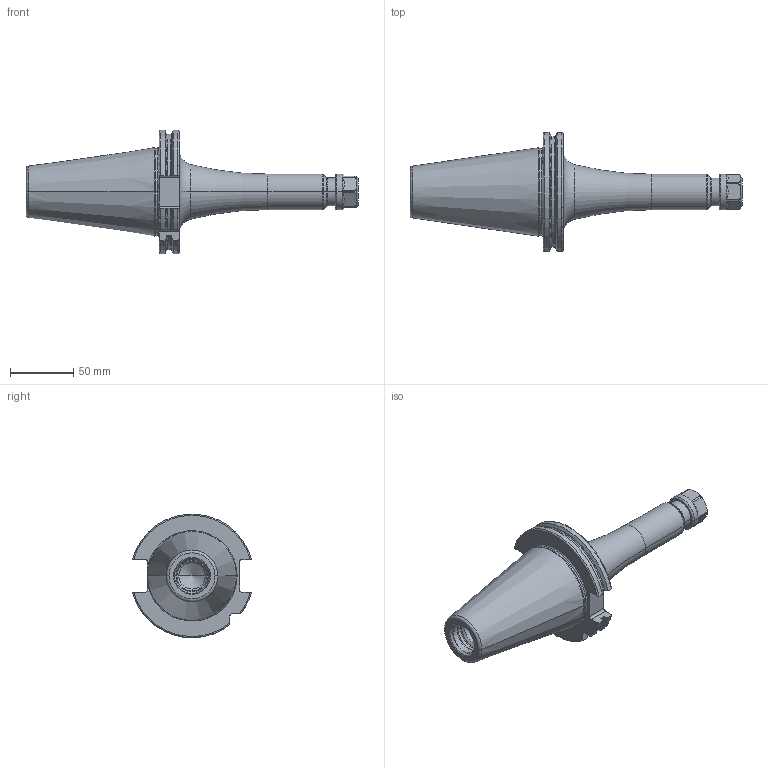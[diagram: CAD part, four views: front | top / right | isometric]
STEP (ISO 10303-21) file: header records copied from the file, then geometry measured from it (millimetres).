
FILE_DESCRIPTION((''),'2;1');
FILE_NAME('50-322-16_ASM','2011-08-31T',('mei'),(''),'PRO/ENGINEER BY PARAMETRIC TECHNOLOGY CORPORATION, 2010430','PRO/ENGINEER BY PARAMETRIC TECHNOLOGY CORPORATION, 2010430','');
FILE_SCHEMA(('CONFIG_CONTROL_DESIGN'));
Length unit declared in the file: millimetre
Products named in the file (3): 50-322-16; 83-912-16; 50-322-16_ASM
Assembly tree (2 placements, depth 2):
  50-322-16_ASM
    50-322-16
    83-912-16
Bounding box: 261.6 x 94 x 97.29 mm (x, y, z)
Volume: 449817 mm3; surface area: 57179.2 mm2
Topology: 2 solids, 3 shells, 131 faces, 334 edges, 210 vertices
Faces by surface type: torus 40, cylinder 32, cone 30, plane 29
Entity records: 4449 total; most frequent: CARTESIAN_POINT 1191, DIRECTION 701, ORIENTED_EDGE 660, EDGE_CURVE 332, AXIS2_PLACEMENT_3D 298, VERTEX_POINT 210, CIRCLE 160, EDGE_LOOP 136
